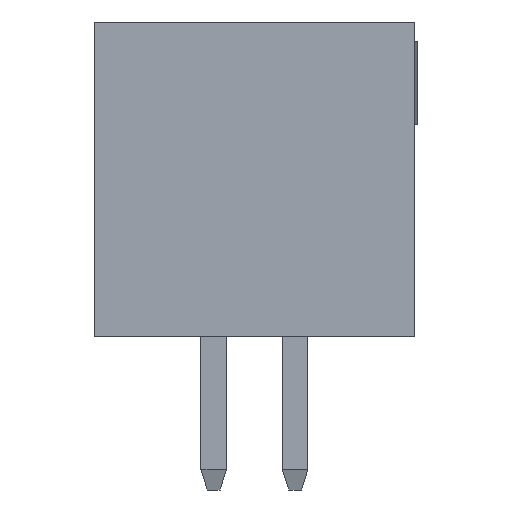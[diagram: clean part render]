
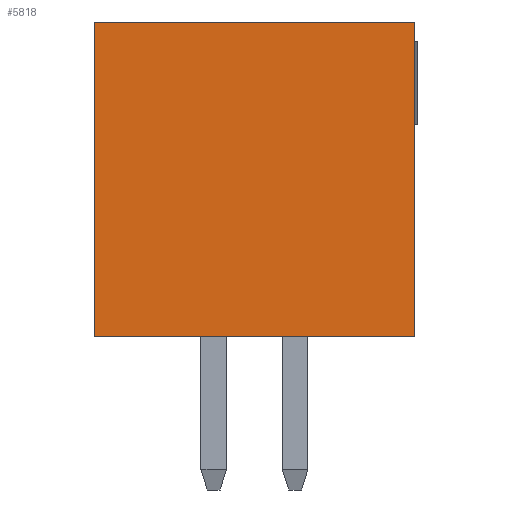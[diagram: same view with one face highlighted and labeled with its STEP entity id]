
A CAD part, left-side view. The second image highlights one B-rep face of the part: STEP entity #5818.
In plain terms, the highlighted planar face has unit normal (-1, 0, 0).
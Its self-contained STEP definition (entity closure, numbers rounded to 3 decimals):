
#821=ORIENTED_EDGE('',*,*,#1661,.F.);
#822=ORIENTED_EDGE('',*,*,#1646,.F.);
#823=ORIENTED_EDGE('',*,*,#1355,.T.);
#824=ORIENTED_EDGE('',*,*,#1778,.T.);
#1355=EDGE_CURVE('',#1984,#1983,#2387,.T.);
#1646=EDGE_CURVE('',#1984,#2188,#2678,.T.);
#1661=EDGE_CURVE('',#2188,#2195,#2693,.T.);
#1778=EDGE_CURVE('',#1983,#2195,#2810,.T.);
#1983=VERTEX_POINT('',#7273);
#1984=VERTEX_POINT('',#7275);
#2188=VERTEX_POINT('',#7848);
#2195=VERTEX_POINT('',#7871);
#2387=LINE('',#7274,#3015);
#2678=LINE('',#7847,#3306);
#2693=LINE('',#7870,#3321);
#2810=LINE('',#8102,#3438);
#3015=VECTOR('',#6176,1000.);
#3306=VECTOR('',#6623,1000.);
#3321=VECTOR('',#6640,1000.);
#3438=VECTOR('',#6815,1000.);
#3760=EDGE_LOOP('',(#821,#822,#823,#824));
#3990=FACE_BOUND('',#3760,.T.);
#4203=PLANE('',#6042);
#5818=ADVANCED_FACE('',(#3990),#4203,.T.);
#6042=AXIS2_PLACEMENT_3D('',#8103,#6816,#6817);
#6176=DIRECTION('',(0.,0.,1.));
#6623=DIRECTION('',(0.,1.,0.));
#6640=DIRECTION('',(0.,0.,1.));
#6815=DIRECTION('',(0.,1.,0.));
#6816=DIRECTION('',(-1.,0.,0.));
#6817=DIRECTION('',(0.,0.,1.));
#7273=CARTESIAN_POINT('',(-8.255,-2.5,2.45));
#7274=CARTESIAN_POINT('',(-8.255,-2.5,-2.45));
#7275=CARTESIAN_POINT('',(-8.255,-2.5,-2.45));
#7847=CARTESIAN_POINT('',(-8.255,-2.5,-2.45));
#7848=CARTESIAN_POINT('',(-8.255,2.5,-2.45));
#7870=CARTESIAN_POINT('',(-8.255,2.5,-2.45));
#7871=CARTESIAN_POINT('',(-8.255,2.5,2.45));
#8102=CARTESIAN_POINT('',(-8.255,-2.5,2.45));
#8103=CARTESIAN_POINT('',(-8.255,-2.5,-2.45));
